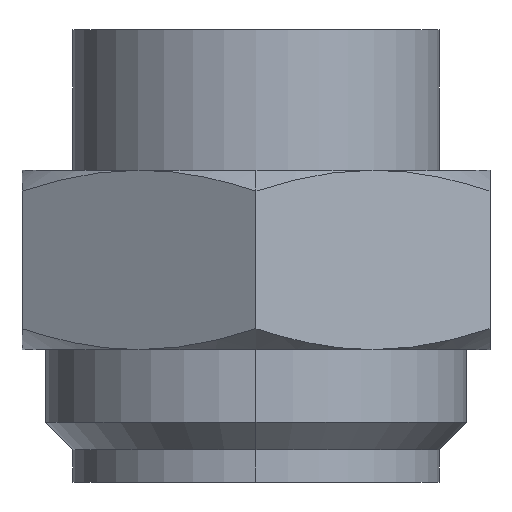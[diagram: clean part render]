
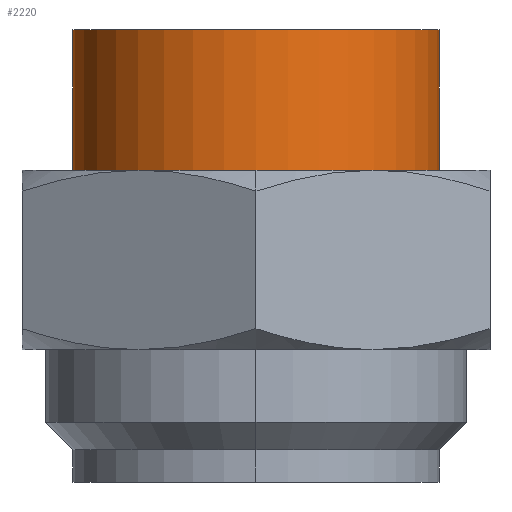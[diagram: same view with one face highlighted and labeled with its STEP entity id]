
A CAD part, left-side view. The second image highlights one B-rep face of the part: STEP entity #2220.
In plain terms, the highlighted cylindrical face has radius 23.5 mm (diameter 47 mm), a partial arc.
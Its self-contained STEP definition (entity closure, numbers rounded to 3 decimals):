
#292 = CARTESIAN_POINT ( 'NONE',  ( 0., -23.5, 22. ) ) ;
#293 = LINE ( 'NONE', #292, #301 ) ;
#294 = CARTESIAN_POINT ( 'NONE',  ( 0., -23.5, 22. ) ) ;
#295 = CARTESIAN_POINT ( 'NONE',  ( 0., 23.5, 0. ) ) ;
#296 = DIRECTION ( 'NONE',  ( 0., 0., 1. ) ) ;
#297 = VECTOR ( 'NONE', #296, 1000. ) ;
#298 = CARTESIAN_POINT ( 'NONE',  ( 0., 23.5, 22. ) ) ;
#299 = LINE ( 'NONE', #298, #297 ) ;
#300 = DIRECTION ( 'NONE',  ( 0., 0., 1. ) ) ;
#301 = VECTOR ( 'NONE', #300, 1000. ) ;
#303 = CARTESIAN_POINT ( 'NONE',  ( 0., -23.5, 0. ) ) ;
#304 = CARTESIAN_POINT ( 'NONE',  ( 0., 23.5, 22. ) ) ;
#324 = CIRCLE ( 'NONE', #326, 23.5 ) ;
#325 = DIRECTION ( 'NONE',  ( 0., -1., 0. ) ) ;
#326 = AXIS2_PLACEMENT_3D ( 'NONE', #328, #327, #325 ) ;
#327 = DIRECTION ( 'NONE',  ( 0., 0., 1. ) ) ;
#328 = CARTESIAN_POINT ( 'NONE',  ( 0., 0., 0. ) ) ;
#559 = DIRECTION ( 'NONE',  ( 0., -1., 0. ) ) ;
#560 = DIRECTION ( 'NONE',  ( 0., 0., 1. ) ) ;
#561 = CARTESIAN_POINT ( 'NONE',  ( 0., 0., 22. ) ) ;
#562 = AXIS2_PLACEMENT_3D ( 'NONE', #561, #560, #559 ) ;
#564 = CYLINDRICAL_SURFACE ( 'NONE', #562, 23.5 ) ;
#565 = FACE_OUTER_BOUND ( 'NONE', #2196, .T. ) ;
#566 = DIRECTION ( 'NONE',  ( 0., -1., 0. ) ) ;
#567 = DIRECTION ( 'NONE',  ( 0., 0., 1. ) ) ;
#568 = AXIS2_PLACEMENT_3D ( 'NONE', #573, #567, #566 ) ;
#569 = CIRCLE ( 'NONE', #568, 23.5 ) ;
#573 = CARTESIAN_POINT ( 'NONE',  ( 0., 0., 22. ) ) ;
#1972 = VERTEX_POINT ( 'NONE', #294 ) ;
#1974 = VERTEX_POINT ( 'NONE', #295 ) ;
#1976 = EDGE_CURVE ( 'NONE', #1979, #1972, #293, .T. ) ;
#1977 = EDGE_CURVE ( 'NONE', #1974, #1978, #299, .T. ) ;
#1978 = VERTEX_POINT ( 'NONE', #304 ) ;
#1979 = VERTEX_POINT ( 'NONE', #303 ) ;
#2196 = EDGE_LOOP ( 'NONE', ( #2224, #2225, #2218, #2219 ) ) ;
#2213 = EDGE_CURVE ( 'NONE', #1978, #1972, #569, .T. ) ;
#2218 = ORIENTED_EDGE ( 'NONE', *, *, #1976, .T. ) ;
#2219 = ORIENTED_EDGE ( 'NONE', *, *, #2213, .F. ) ;
#2220 = ADVANCED_FACE ( 'NONE', ( #565 ), #564, .T. ) ;
#2223 = EDGE_CURVE ( 'NONE', #1974, #1979, #324, .T. ) ;
#2224 = ORIENTED_EDGE ( 'NONE', *, *, #1977, .F. ) ;
#2225 = ORIENTED_EDGE ( 'NONE', *, *, #2223, .T. ) ;
